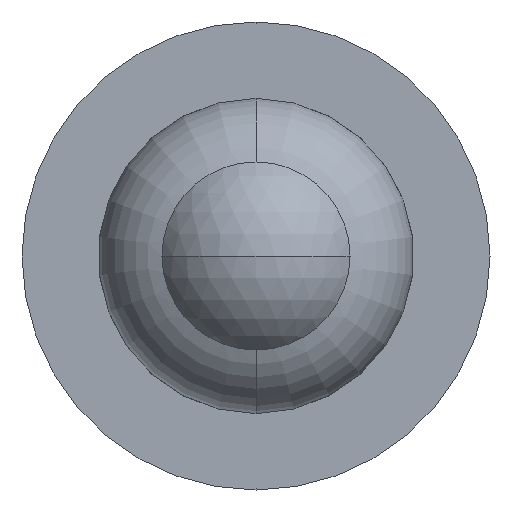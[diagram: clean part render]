
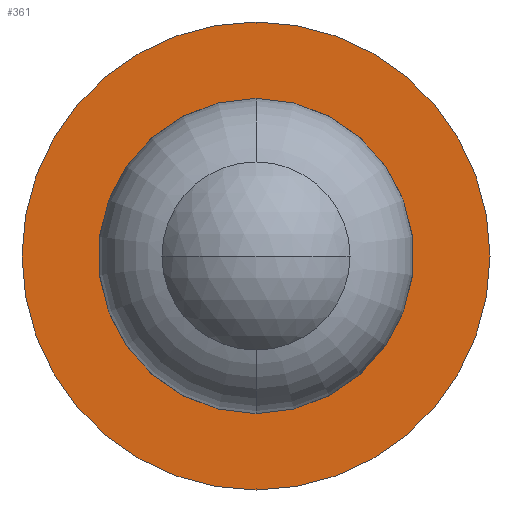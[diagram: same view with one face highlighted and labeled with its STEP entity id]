
A CAD part, front view. The second image highlights one B-rep face of the part: STEP entity #361.
In plain terms, the highlighted planar face has unit normal (0, -1, 0).
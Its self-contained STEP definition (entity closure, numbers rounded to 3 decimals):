
#1 = DIRECTION ( 'NONE',  ( 0., -1., 0. ) ) ;
#3 = DIRECTION ( 'NONE',  ( 0., 0., -1. ) ) ;
#26 = EDGE_CURVE ( 'NONE', #363, #75, #232, .T. ) ;
#31 = CARTESIAN_POINT ( 'NONE',  ( 0., 10.95, -5.04 ) ) ;
#35 = CARTESIAN_POINT ( 'NONE',  ( 0., 10.95, 0. ) ) ;
#36 = DIRECTION ( 'NONE',  ( 0., -1., 0. ) ) ;
#38 = DIRECTION ( 'NONE',  ( 0., 0., -1. ) ) ;
#45 = CIRCLE ( 'NONE', #209, 5.04 ) ;
#50 = CARTESIAN_POINT ( 'NONE',  ( 0., 10.95, 0. ) ) ;
#55 = ORIENTED_EDGE ( 'NONE', *, *, #26, .F. ) ;
#75 = VERTEX_POINT ( 'NONE', #284 ) ;
#77 = DIRECTION ( 'NONE',  ( 0., 0., -1. ) ) ;
#81 = VERTEX_POINT ( 'NONE', #295 ) ;
#83 = DIRECTION ( 'NONE',  ( 0., -1., 0. ) ) ;
#107 = CARTESIAN_POINT ( 'NONE',  ( 0., 10.95, 0. ) ) ;
#110 = EDGE_CURVE ( 'NONE', #202, #81, #332, .T. ) ;
#114 = ORIENTED_EDGE ( 'NONE', *, *, #180, .F. ) ;
#124 = FACE_OUTER_BOUND ( 'NONE', #354, .T. ) ;
#130 = AXIS2_PLACEMENT_3D ( 'NONE', #107, #83, #77 ) ;
#131 = FACE_BOUND ( 'NONE', #228, .T. ) ;
#157 = AXIS2_PLACEMENT_3D ( 'NONE', #50, #1, #3 ) ;
#180 = EDGE_CURVE ( 'NONE', #75, #363, #243, .T. ) ;
#202 = VERTEX_POINT ( 'NONE', #31 ) ;
#203 = ORIENTED_EDGE ( 'NONE', *, *, #110, .T. ) ;
#205 = CARTESIAN_POINT ( 'NONE',  ( 0., 10.95, 2.49 ) ) ;
#208 = ORIENTED_EDGE ( 'NONE', *, *, #367, .T. ) ;
#209 = AXIS2_PLACEMENT_3D ( 'NONE', #251, #252, #254 ) ;
#221 = AXIS2_PLACEMENT_3D ( 'NONE', #35, #36, #38 ) ;
#228 = EDGE_LOOP ( 'NONE', ( #114, #55 ) ) ;
#231 = AXIS2_PLACEMENT_3D ( 'NONE', #238, #240, #245 ) ;
#232 = CIRCLE ( 'NONE', #157, 2.49 ) ;
#238 = CARTESIAN_POINT ( 'NONE',  ( 2.49, 10.95, 0. ) ) ;
#240 = DIRECTION ( 'NONE',  ( 0., -1., 0. ) ) ;
#243 = CIRCLE ( 'NONE', #221, 2.49 ) ;
#245 = DIRECTION ( 'NONE',  ( 0., 0., -1. ) ) ;
#251 = CARTESIAN_POINT ( 'NONE',  ( 0., 10.95, 0. ) ) ;
#252 = DIRECTION ( 'NONE',  ( 0., -1., 0. ) ) ;
#254 = DIRECTION ( 'NONE',  ( 0., 0., -1. ) ) ;
#280 = PLANE ( 'NONE',  #231 ) ;
#284 = CARTESIAN_POINT ( 'NONE',  ( 0., 10.95, -2.49 ) ) ;
#295 = CARTESIAN_POINT ( 'NONE',  ( 0., 10.95, 5.04 ) ) ;
#332 = CIRCLE ( 'NONE', #130, 5.04 ) ;
#354 = EDGE_LOOP ( 'NONE', ( #203, #208 ) ) ;
#361 = ADVANCED_FACE ( 'NONE', ( #124, #131 ), #280, .T. ) ;
#363 = VERTEX_POINT ( 'NONE', #205 ) ;
#367 = EDGE_CURVE ( 'NONE', #81, #202, #45, .T. ) ;
